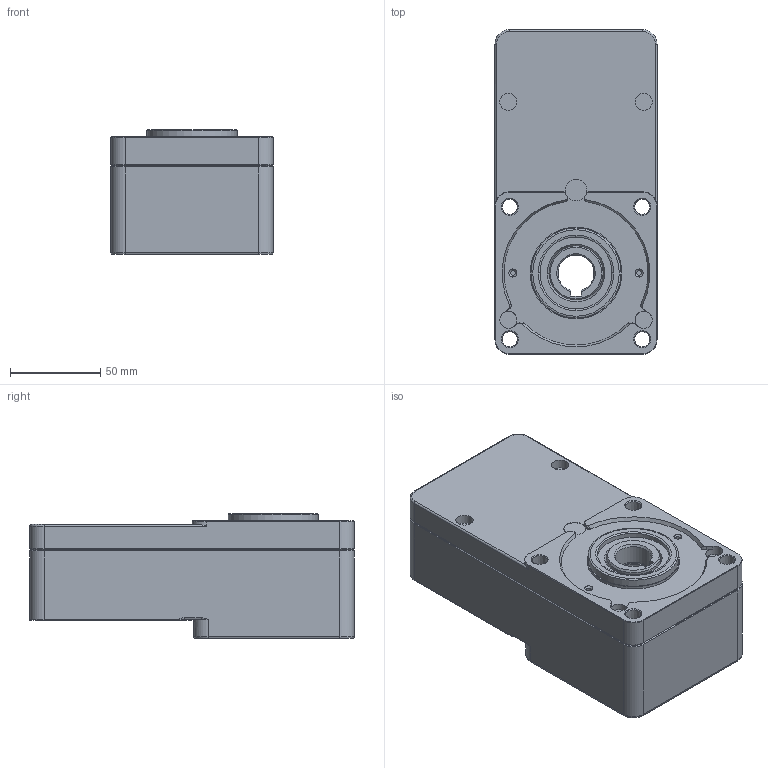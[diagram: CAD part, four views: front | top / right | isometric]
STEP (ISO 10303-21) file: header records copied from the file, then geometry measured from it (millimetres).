
FILE_DESCRIPTION((''),'2;1');
FILE_NAME('K9HㅁBTH.stp','2017-10-31T19:16:32',('������'),(''),'Autodesk Inventor 2012','Autodesk Inventor 2012','');
FILE_SCHEMA(('AUTOMOTIVE_DESIGN { 1 0 10303 214 1 1 1 1 }'));
Length unit declared in the file: millimetre
Products named in the file (7): K9HㅁBTH-STEP; M-CASE-STEP; M-COVER-STEP; OIL SEAL-STEP; SPINDLE-STEP; GASKET-STEP; OIL SEAL-STEP_CPY
Assembly tree (6 placements, depth 2):
  K9HㅁBTH-STEP
    M-CASE-STEP
    M-COVER-STEP
    OIL SEAL-STEP
    SPINDLE-STEP
    GASKET-STEP
    OIL SEAL-STEP_CPY
Bounding box: 90 x 180 x 69.2 mm (x, y, z)
Volume: 838625.7 mm3; surface area: 141091.4 mm2
Topology: 6 solids, 9 shells, 415 faces, 1003 edges, 620 vertices
Faces by surface type: cylinder 167, plane 112, cone 81, torus 43, bspline 12
Full cylindrical faces by diameter (mm): 2.5 x4, 3 x6, 4.2 x4, 5.5 x8, 6.8 x4, 9.5 x4, 10 x4, 12 x1, 14 x1, 18 x2, 24 x1, 28 x1, 29.6 x2, 29.97 x2, 30 x4, 31.97 x2, 40 x4, 41 x1, 50 x1, 51 x2, 83 x1
Entity records: 11781 total; most frequent: CARTESIAN_POINT 2405, DIRECTION 2085, ORIENTED_EDGE 1638, AXIS2_PLACEMENT_3D 886, EDGE_CURVE 819, EDGE_LOOP 621, VERTEX_POINT 576, CIRCLE 468
